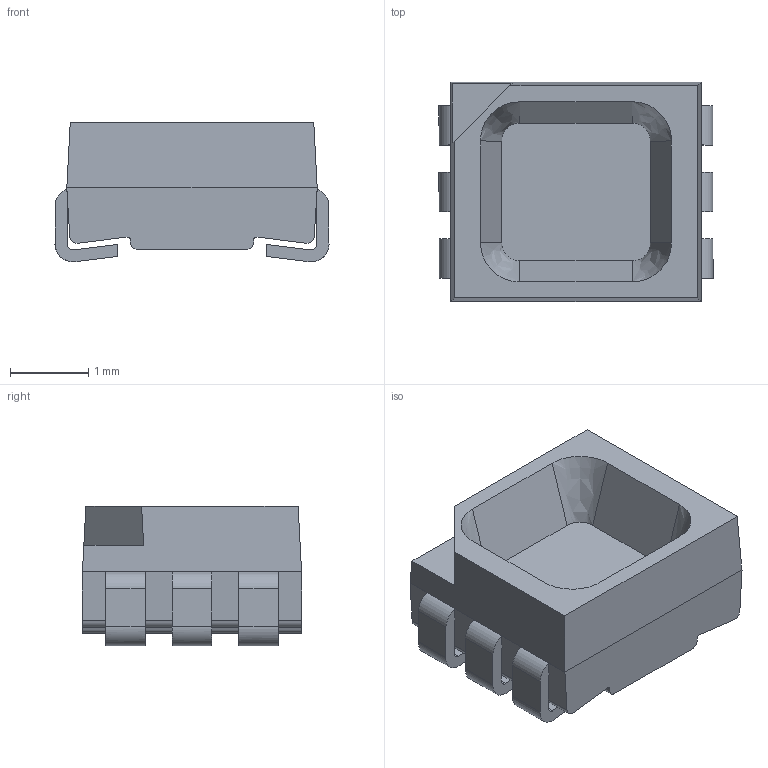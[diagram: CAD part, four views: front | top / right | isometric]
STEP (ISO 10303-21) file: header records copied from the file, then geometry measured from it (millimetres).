
FILE_DESCRIPTION( ( 'Unknown' ), '1' );
FILE_NAME( '150352M1xxx.stp', 'Unknown', ( 'Unknown' ), ( 'Unknown' ), 'PSStep 19.0.9', 'Unknown', ' ' );
FILE_SCHEMA( ( 'AUTOMOTIVE_DESIGN { 1 0 10303 214 1 1 1 1 }' ) );
Length unit declared in the file: millimetre
Products named in the file (9): Assem1; base; cover; housing; base_mir
Assembly tree (8 placements, depth 2):
  Assem1
    base
    base
    base
    cover
    housing
    base_mir
    base_mir
    base_mir
Bounding box: 3.5 x 2.8 x 1.79 mm (x, y, z)
Volume: 10.6 mm3; surface area: 68.1 mm2
Topology: 8 solids, 8 shells, 146 faces, 400 edges, 271 vertices
Faces by surface type: plane 103, cylinder 29, bspline 14
Full cylindrical faces by diameter (mm): 0.8 x1
Entity records: 7168 total; most frequent: CARTESIAN_POINT 2215, ORIENTED_EDGE 796, DIRECTION 690, EDGE_CURVE 398, LINE 292, VECTOR 292, VERTEX_POINT 270, AXIS2_PLACEMENT_3D 199
